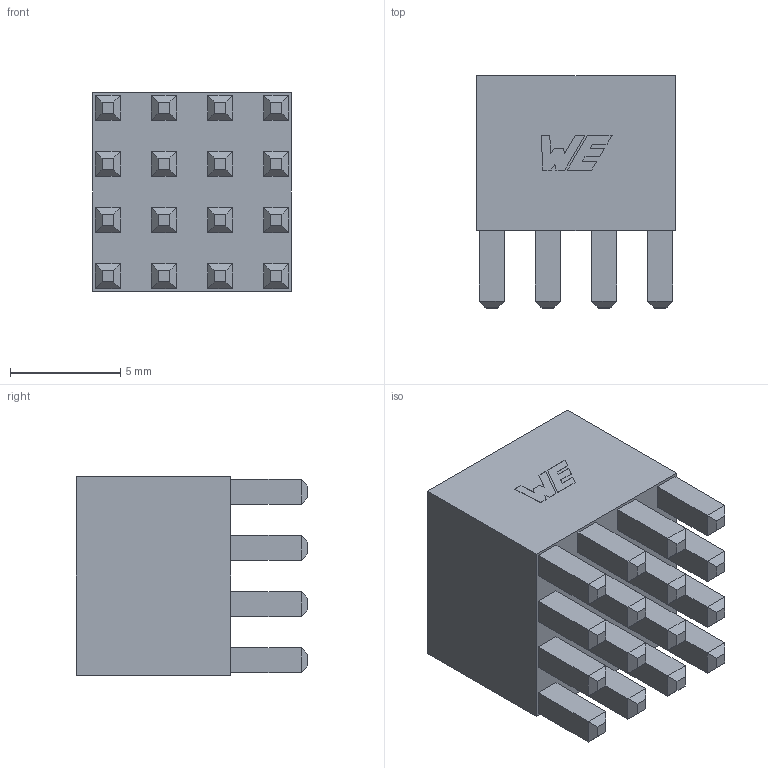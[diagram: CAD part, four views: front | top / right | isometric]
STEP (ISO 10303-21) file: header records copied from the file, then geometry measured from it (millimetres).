
FILE_DESCRIPTION (( 'STEP AP203' ), '1' );
FILE_NAME ('LF990104-A02.STEP', '2021-09-10T06:48:05', ( '' ), ( '' ), 'SwSTEP 2.0', 'SolidWorks 2018', '' );
FILE_SCHEMA (( 'CONFIG_CONTROL_DESIGN' ));
Length unit declared in the file: millimetre
Products named in the file (1): LF990104-A02
Bounding box: 9 x 10.5 x 9 mm (x, y, z)
Volume: 585.4 mm3; surface area: 708.9 mm2
Topology: 1 solids, 1 shells, 183 faces, 421 edges, 257 vertices
Faces by surface type: plane 177, cone 4, cylinder 2
Entity records: 5040 total; most frequent: CARTESIAN_POINT 860, ORIENTED_EDGE 838, DIRECTION 793, EDGE_CURVE 419, LINE 413, VECTOR 413, VERTEX_POINT 257, EDGE_LOOP 202
